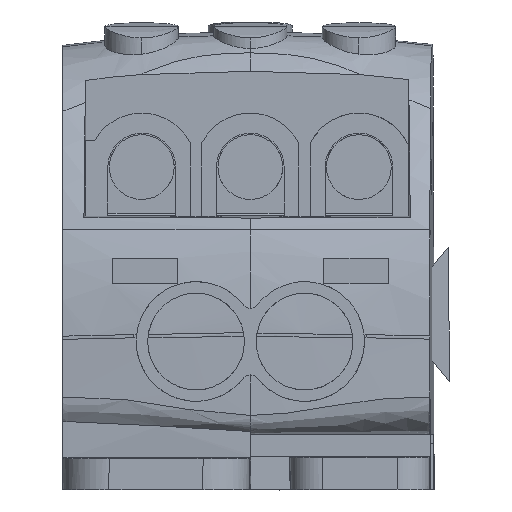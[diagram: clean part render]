
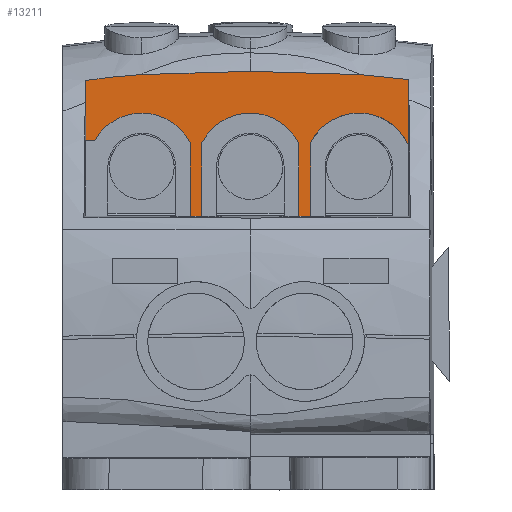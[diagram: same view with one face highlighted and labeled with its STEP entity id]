
A CAD part, front view. The second image highlights one B-rep face of the part: STEP entity #13211.
In plain terms, the highlighted planar face has unit normal (0, -1, 0).
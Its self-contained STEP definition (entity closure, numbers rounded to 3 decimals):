
#13085=AXIS2_PLACEMENT_3D('Plane Axis2P3D',#13082,#13083,#13084) ;
#13096=AXIS2_PLACEMENT_3D('Circle Axis2P3D',#13094,#13095,$) ;
#13115=AXIS2_PLACEMENT_3D('Circle Axis2P3D',#13113,#13114,$) ;
#13183=AXIS2_PLACEMENT_3D('Circle Axis2P3D',#13181,#13182,$) ;
#12571=CARTESIAN_POINT('Vertex',(26.736,25.5,29.5)) ;
#12574=CARTESIAN_POINT('Line Origine',(26.093,25.5,29.5)) ;
#12578=CARTESIAN_POINT('Vertex',(25.45,25.5,29.5)) ;
#12599=CARTESIAN_POINT('Vertex',(15.036,25.5,29.5)) ;
#12602=CARTESIAN_POINT('Line Origine',(14.393,25.5,29.5)) ;
#12606=CARTESIAN_POINT('Vertex',(13.75,25.5,29.5)) ;
#12954=CARTESIAN_POINT('Vertex',(37.293,25.5,37.101)) ;
#12986=CARTESIAN_POINT('Vertex',(37.293,25.5,44.231)) ;
#12989=CARTESIAN_POINT('Line Origine',(37.293,25.5,40.666)) ;
#13082=CARTESIAN_POINT('Axis2P3D Location',(36.743,25.5,29.5)) ;
#13087=CARTESIAN_POINT('Line Origine',(15.036,25.5,33.454)) ;
#13091=CARTESIAN_POINT('Vertex',(15.036,25.5,37.409)) ;
#13094=CARTESIAN_POINT('Axis2P3D Location',(20.243,25.5,34.8)) ;
#13098=CARTESIAN_POINT('Vertex',(25.45,25.5,37.409)) ;
#13101=CARTESIAN_POINT('Line Origine',(25.45,25.5,33.454)) ;
#13106=CARTESIAN_POINT('Line Origine',(26.736,25.5,33.454)) ;
#13110=CARTESIAN_POINT('Vertex',(26.736,25.5,37.409)) ;
#13113=CARTESIAN_POINT('Axis2P3D Location',(31.943,25.5,34.8)) ;
#13119=CARTESIAN_POINT('Control Point',(32.116,25.5,44.764)) ;
#13120=CARTESIAN_POINT('Control Point',(33.151,25.5,44.7)) ;
#13121=CARTESIAN_POINT('Control Point',(34.187,25.5,44.608)) ;
#13122=CARTESIAN_POINT('Control Point',(35.223,25.5,44.493)) ;
#13123=CARTESIAN_POINT('Control Point',(36.257,25.5,44.366)) ;
#13124=CARTESIAN_POINT('Control Point',(37.293,25.5,44.231)) ;
#13125=CARTESIAN_POINT('Vertex',(32.116,25.5,44.764)) ;
#13129=CARTESIAN_POINT('Control Point',(32.116,25.5,44.764)) ;
#13130=CARTESIAN_POINT('Control Point',(29.744,25.5,44.906)) ;
#13131=CARTESIAN_POINT('Control Point',(27.371,25.5,45.012)) ;
#13132=CARTESIAN_POINT('Control Point',(24.994,25.5,45.082)) ;
#13133=CARTESIAN_POINT('Control Point',(22.618,25.5,45.118)) ;
#13134=CARTESIAN_POINT('Control Point',(20.243,25.5,45.118)) ;
#13135=CARTESIAN_POINT('Vertex',(20.243,25.5,45.118)) ;
#13139=CARTESIAN_POINT('Control Point',(8.435,25.5,44.768)) ;
#13140=CARTESIAN_POINT('Control Point',(10.793,25.5,44.909)) ;
#13141=CARTESIAN_POINT('Control Point',(13.154,25.5,45.014)) ;
#13142=CARTESIAN_POINT('Control Point',(15.517,25.5,45.083)) ;
#13143=CARTESIAN_POINT('Control Point',(17.88,25.5,45.117)) ;
#13144=CARTESIAN_POINT('Control Point',(20.243,25.5,45.119)) ;
#13145=CARTESIAN_POINT('Vertex',(8.435,25.5,44.768)) ;
#13149=CARTESIAN_POINT('Control Point',(8.338,25.5,44.762)) ;
#13150=CARTESIAN_POINT('Control Point',(7.753,25.5,44.726)) ;
#13151=CARTESIAN_POINT('Control Point',(7.168,25.5,44.681)) ;
#13152=CARTESIAN_POINT('Control Point',(6.582,25.5,44.628)) ;
#13153=CARTESIAN_POINT('Control Point',(5.937,25.5,44.562)) ;
#13154=CARTESIAN_POINT('Control Point',(5.292,25.5,44.489)) ;
#13155=CARTESIAN_POINT('Control Point',(5.236,25.5,44.483)) ;
#13156=CARTESIAN_POINT('Control Point',(5.113,25.5,44.469)) ;
#13157=CARTESIAN_POINT('Control Point',(4.989,25.5,44.454)) ;
#13158=CARTESIAN_POINT('Control Point',(4.928,25.5,44.447)) ;
#13159=CARTESIAN_POINT('Control Point',(4.391,25.5,44.384)) ;
#13160=CARTESIAN_POINT('Control Point',(3.855,25.5,44.317)) ;
#13161=CARTESIAN_POINT('Control Point',(3.449,25.5,44.265)) ;
#13162=CARTESIAN_POINT('Control Point',(2.971,25.5,44.202)) ;
#13163=CARTESIAN_POINT('Control Point',(2.493,25.5,44.138)) ;
#13164=CARTESIAN_POINT('Vertex',(2.493,25.5,44.138)) ;
#13167=CARTESIAN_POINT('Line Origine',(2.493,25.5,40.896)) ;
#13171=CARTESIAN_POINT('Vertex',(2.493,25.5,37.654)) ;
#13174=CARTESIAN_POINT('Line Origine',(2.979,25.5,37.654)) ;
#13178=CARTESIAN_POINT('Vertex',(3.466,25.5,37.654)) ;
#13181=CARTESIAN_POINT('Axis2P3D Location',(8.543,25.5,34.8)) ;
#13185=CARTESIAN_POINT('Vertex',(13.75,25.5,37.409)) ;
#13188=CARTESIAN_POINT('Line Origine',(13.75,25.5,33.454)) ;
#12575=DIRECTION('Vector Direction',(-1.,0.,0.)) ;
#12603=DIRECTION('Vector Direction',(-1.,0.,0.)) ;
#12990=DIRECTION('Vector Direction',(0.,0.,-1.)) ;
#13083=DIRECTION('Axis2P3D Direction',(0.,-1.,0.)) ;
#13084=DIRECTION('Axis2P3D XDirection',(-1.,0.,0.)) ;
#13088=DIRECTION('Vector Direction',(0.,0.,1.)) ;
#13095=DIRECTION('Axis2P3D Direction',(0.,-1.,0.)) ;
#13102=DIRECTION('Vector Direction',(0.,0.,-1.)) ;
#13107=DIRECTION('Vector Direction',(0.,0.,-1.)) ;
#13114=DIRECTION('Axis2P3D Direction',(0.,-1.,0.)) ;
#13168=DIRECTION('Vector Direction',(0.,0.,1.)) ;
#13175=DIRECTION('Vector Direction',(-1.,0.,0.)) ;
#13182=DIRECTION('Axis2P3D Direction',(0.,-1.,0.)) ;
#13189=DIRECTION('Vector Direction',(0.,0.,-1.)) ;
#12576=VECTOR('Line Direction',#12575,1.) ;
#12604=VECTOR('Line Direction',#12603,1.) ;
#12991=VECTOR('Line Direction',#12990,1.) ;
#13089=VECTOR('Line Direction',#13088,1.) ;
#13103=VECTOR('Line Direction',#13102,1.) ;
#13108=VECTOR('Line Direction',#13107,1.) ;
#13169=VECTOR('Line Direction',#13168,1.) ;
#13176=VECTOR('Line Direction',#13175,1.) ;
#13190=VECTOR('Line Direction',#13189,1.) ;
#13194=ORIENTED_EDGE('',*,*,#13093,.F.) ;
#13195=ORIENTED_EDGE('',*,*,#13100,.F.) ;
#13196=ORIENTED_EDGE('',*,*,#13105,.F.) ;
#13197=ORIENTED_EDGE('',*,*,#12580,.F.) ;
#13198=ORIENTED_EDGE('',*,*,#13112,.F.) ;
#13199=ORIENTED_EDGE('',*,*,#13117,.F.) ;
#13200=ORIENTED_EDGE('',*,*,#12993,.F.) ;
#13201=ORIENTED_EDGE('',*,*,#13127,.F.) ;
#13202=ORIENTED_EDGE('',*,*,#13137,.T.) ;
#13203=ORIENTED_EDGE('',*,*,#13147,.F.) ;
#13204=ORIENTED_EDGE('',*,*,#13166,.T.) ;
#13205=ORIENTED_EDGE('',*,*,#13173,.F.) ;
#13206=ORIENTED_EDGE('',*,*,#13180,.F.) ;
#13207=ORIENTED_EDGE('',*,*,#13187,.F.) ;
#13208=ORIENTED_EDGE('',*,*,#13192,.F.) ;
#13209=ORIENTED_EDGE('',*,*,#12608,.F.) ;
#13211=ADVANCED_FACE('V2',(#13210),#13086,.T.) ;
#13118=B_SPLINE_CURVE_WITH_KNOTS('',5,(#13119,#13120,#13121,#13122,#13123,#13124),.UNSPECIFIED.,.F.,.U.,(6,6),(0.,7.361),.UNSPECIFIED.) ;
#13128=B_SPLINE_CURVE_WITH_KNOTS('',5,(#13129,#13130,#13131,#13132,#13133,#13134),.UNSPECIFIED.,.F.,.U.,(6,6),(0.,16.8),.UNSPECIFIED.) ;
#13138=B_SPLINE_CURVE_WITH_KNOTS('',5,(#13139,#13140,#13141,#13142,#13143,#13144),.UNSPECIFIED.,.F.,.U.,(6,6),(0.,16.708),.UNSPECIFIED.) ;
#13148=B_SPLINE_CURVE_WITH_KNOTS('',5,(#13149,#13150,#13151,#13152,#13153,#13154,#13155,#13156,#13157,#13158,#13159,#13160,#13161,#13162,#13163),.UNSPECIFIED.,.F.,.U.,(6,3,3,3,6),(0.,4.16,4.589,5.009,8.409),.UNSPECIFIED.) ;
#13097=CIRCLE('generated circle',#13096,5.824) ;
#13116=CIRCLE('generated circle',#13115,5.824) ;
#13184=CIRCLE('generated circle',#13183,5.824) ;
#12580=EDGE_CURVE('',#12572,#12579,#12577,.T.) ;
#12608=EDGE_CURVE('',#12600,#12607,#12605,.T.) ;
#12993=EDGE_CURVE('',#12987,#12955,#12992,.T.) ;
#13093=EDGE_CURVE('',#13092,#12600,#13090,.F.) ;
#13100=EDGE_CURVE('',#13099,#13092,#13097,.T.) ;
#13105=EDGE_CURVE('',#12579,#13099,#13104,.F.) ;
#13112=EDGE_CURVE('',#13111,#12572,#13109,.T.) ;
#13117=EDGE_CURVE('',#12955,#13111,#13116,.T.) ;
#13127=EDGE_CURVE('',#13126,#12987,#13118,.T.) ;
#13137=EDGE_CURVE('',#13126,#13136,#13128,.T.) ;
#13147=EDGE_CURVE('',#13146,#13136,#13138,.T.) ;
#13166=EDGE_CURVE('',#13146,#13165,#13148,.T.) ;
#13173=EDGE_CURVE('',#13172,#13165,#13170,.T.) ;
#13180=EDGE_CURVE('',#13179,#13172,#13177,.T.) ;
#13187=EDGE_CURVE('',#13186,#13179,#13184,.T.) ;
#13192=EDGE_CURVE('',#12607,#13186,#13191,.F.) ;
#13193=EDGE_LOOP('',(#13194,#13195,#13196,#13197,#13198,#13199,#13200,#13201,#13202,#13203,#13204,#13205,#13206,#13207,#13208,#13209)) ;
#13210=FACE_OUTER_BOUND('',#13193,.T.) ;
#12577=LINE('Line',#12574,#12576) ;
#12605=LINE('Line',#12602,#12604) ;
#12992=LINE('Line',#12989,#12991) ;
#13090=LINE('Line',#13087,#13089) ;
#13104=LINE('Line',#13101,#13103) ;
#13109=LINE('Line',#13106,#13108) ;
#13170=LINE('Line',#13167,#13169) ;
#13177=LINE('Line',#13174,#13176) ;
#13191=LINE('Line',#13188,#13190) ;
#13086=PLANE('',#13085) ;
#12572=VERTEX_POINT('',#12571) ;
#12579=VERTEX_POINT('',#12578) ;
#12600=VERTEX_POINT('',#12599) ;
#12607=VERTEX_POINT('',#12606) ;
#12955=VERTEX_POINT('',#12954) ;
#12987=VERTEX_POINT('',#12986) ;
#13092=VERTEX_POINT('',#13091) ;
#13099=VERTEX_POINT('',#13098) ;
#13111=VERTEX_POINT('',#13110) ;
#13126=VERTEX_POINT('',#13125) ;
#13136=VERTEX_POINT('',#13135) ;
#13146=VERTEX_POINT('',#13145) ;
#13165=VERTEX_POINT('',#13164) ;
#13172=VERTEX_POINT('',#13171) ;
#13179=VERTEX_POINT('',#13178) ;
#13186=VERTEX_POINT('',#13185) ;
